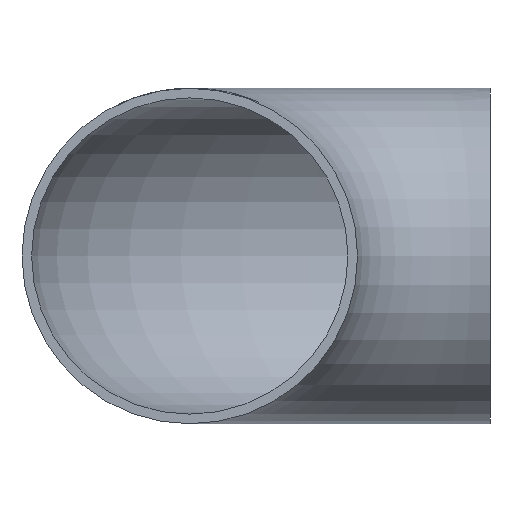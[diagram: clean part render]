
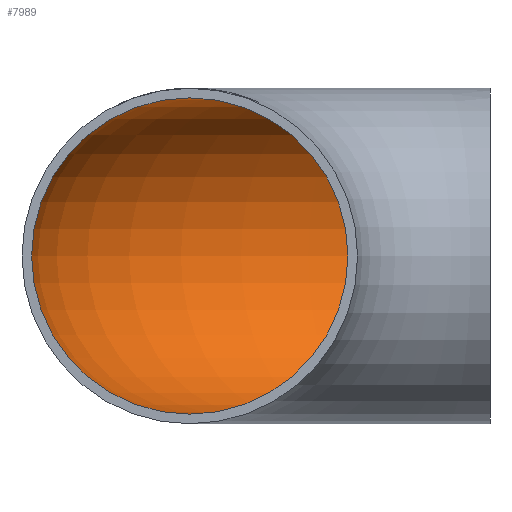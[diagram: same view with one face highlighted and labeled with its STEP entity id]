
A CAD part, front view. The second image highlights one B-rep face of the part: STEP entity #7989.
In plain terms, the highlighted toroidal (fillet/blend) face has major radius 125 mm and minor radius 65.85 mm.
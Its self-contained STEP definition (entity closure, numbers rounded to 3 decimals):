
#109 = DIRECTION ( 'NONE',  ( -1., 0., 0. ) ) ;
#757 = VERTEX_POINT ( 'NONE', #2324 ) ;
#1165 = DIRECTION ( 'NONE',  ( 0., 1., 0. ) ) ;
#1923 = DIRECTION ( 'NONE',  ( 0., 0., -1. ) ) ;
#2324 = CARTESIAN_POINT ( 'NONE',  ( -125., 0., 65.85 ) ) ;
#3206 = DIRECTION ( 'NONE',  ( 1., 0., 0. ) ) ;
#3495 = CARTESIAN_POINT ( 'NONE',  ( 0., 0., 0. ) ) ;
#3723 = FACE_OUTER_BOUND ( 'NONE', #19367, .T. ) ;
#5645 = EDGE_LOOP ( 'NONE', ( #8870 ) ) ;
#6135 = TOROIDAL_SURFACE ( 'NONE', #23189, 125., 65.85 ) ;
#7989 = ADVANCED_FACE ( 'NONE', ( #3723, #9066 ), #6135, .F. ) ;
#8498 = AXIS2_PLACEMENT_3D ( 'NONE', #19830, #3206, #1165 ) ;
#8730 = ORIENTED_EDGE ( 'NONE', *, *, #11507, .T. ) ;
#8870 = ORIENTED_EDGE ( 'NONE', *, *, #18175, .F. ) ;
#9066 = FACE_OUTER_BOUND ( 'NONE', #5645, .T. ) ;
#10403 = CIRCLE ( 'NONE', #23972, 65.85 ) ;
#11398 = VERTEX_POINT ( 'NONE', #22694 ) ;
#11507 = EDGE_CURVE ( 'NONE', #11398, #11398, #15824, .T. ) ;
#13370 = DIRECTION ( 'NONE',  ( 0., 0., 1. ) ) ;
#15824 = CIRCLE ( 'NONE', #8498, 65.85 ) ;
#18175 = EDGE_CURVE ( 'NONE', #757, #757, #10403, .T. ) ;
#19367 = EDGE_LOOP ( 'NONE', ( #8730 ) ) ;
#19830 = CARTESIAN_POINT ( 'NONE',  ( 0., 125., 0. ) ) ;
#20549 = CARTESIAN_POINT ( 'NONE',  ( -125., 0., 0. ) ) ;
#22237 = DIRECTION ( 'NONE',  ( 0., 1., 0. ) ) ;
#22694 = CARTESIAN_POINT ( 'NONE',  ( 0., 190.85, 0. ) ) ;
#23189 = AXIS2_PLACEMENT_3D ( 'NONE', #3495, #1923, #109 ) ;
#23972 = AXIS2_PLACEMENT_3D ( 'NONE', #20549, #22237, #13370 ) ;
